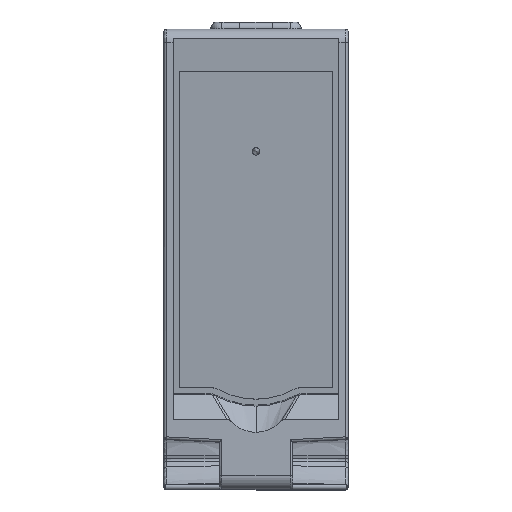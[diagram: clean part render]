
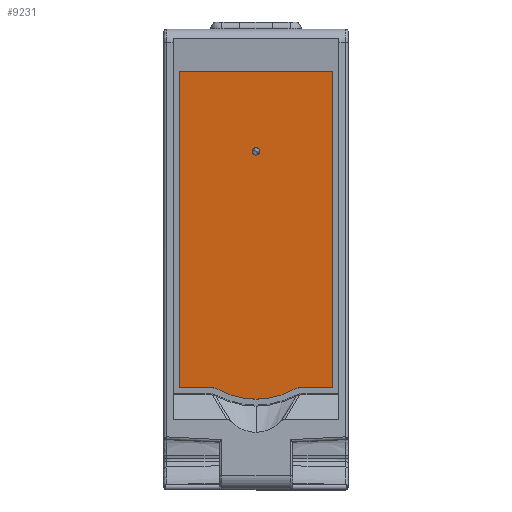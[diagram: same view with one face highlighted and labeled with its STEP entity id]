
A CAD part, top view. The second image highlights one B-rep face of the part: STEP entity #9231.
In plain terms, the highlighted planar face has unit normal (0, -0.096, 0.995).
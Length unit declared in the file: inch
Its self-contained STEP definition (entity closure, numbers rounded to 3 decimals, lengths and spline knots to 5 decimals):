
#252 = DIRECTION ( 'NONE',  ( 0., -0.995, -0.096 ) ) ;
#403 = LINE ( 'NONE', #9344, #3930 ) ;
#736 = ORIENTED_EDGE ( 'NONE', *, *, #3350, .F. ) ;
#1074 = VERTEX_POINT ( 'NONE', #12934 ) ;
#1252 = DIRECTION ( 'NONE',  ( 0., 0.096, -0.995 ) ) ;
#1402 = CARTESIAN_POINT ( 'NONE',  ( -0.32874, 0.43526, -0.14566 ) ) ;
#1455 = CARTESIAN_POINT ( 'NONE',  ( 0., 0.7135, -0.11887 ) ) ;
#1507 = CARTESIAN_POINT ( 'NONE',  ( 0.32874, 1.7889, -0.01532 ) ) ;
#1518 = DIRECTION ( 'NONE',  ( 0., 0.096, -0.995 ) ) ;
#1519 = ORIENTED_EDGE ( 'NONE', *, *, #3100, .F. ) ;
#1855 = VECTOR ( 'NONE', #3370, 39.37008 ) ;
#1947 = VERTEX_POINT ( 'NONE', #4191 ) ;
#2081 = DIRECTION ( 'NONE',  ( 0., -0.096, 0.995 ) ) ;
#2288 = VECTOR ( 'NONE', #7663, 39.37008 ) ;
#2473 = CARTESIAN_POINT ( 'NONE',  ( 0.15661, 0.42579, -0.14657 ) ) ;
#2479 = ORIENTED_EDGE ( 'NONE', *, *, #3650, .F. ) ;
#2557 = DIRECTION ( 'NONE',  ( 0., -0.995, -0.096 ) ) ;
#2666 = CIRCLE ( 'NONE', #4765, 0.07874 ) ;
#2698 = AXIS2_PLACEMENT_3D ( 'NONE', #11897, #3953, #6065 ) ;
#2731 = VERTEX_POINT ( 'NONE', #9666 ) ;
#3100 = EDGE_CURVE ( 'NONE', #5683, #8589, #4517, .T. ) ;
#3154 = CARTESIAN_POINT ( 'NONE',  ( 0.19412, 0.35688, -0.1532 ) ) ;
#3168 = DIRECTION ( 'NONE',  ( 1., 0., 0. ) ) ;
#3350 = EDGE_CURVE ( 'NONE', #3437, #5451, #7341, .T. ) ;
#3370 = DIRECTION ( 'NONE',  ( 0., 0.995, 0.096 ) ) ;
#3373 = ORIENTED_EDGE ( 'NONE', *, *, #6972, .F. ) ;
#3437 = VERTEX_POINT ( 'NONE', #6536 ) ;
#3650 = EDGE_CURVE ( 'NONE', #5451, #5683, #403, .T. ) ;
#3704 = CARTESIAN_POINT ( 'NONE',  ( 0.17302, 0.43526, -0.14566 ) ) ;
#3930 = VECTOR ( 'NONE', #3168, 39.37008 ) ;
#3953 = DIRECTION ( 'NONE',  ( 0., 0.096, -0.995 ) ) ;
#4100 = DIRECTION ( 'NONE',  ( 0., -0.995, -0.096 ) ) ;
#4191 = CARTESIAN_POINT ( 'NONE',  ( 0.19412, 0.43526, -0.14566 ) ) ;
#4517 = LINE ( 'NONE', #1507, #5606 ) ;
#4527 = DIRECTION ( 'NONE',  ( 0., -0.995, -0.096 ) ) ;
#4591 = CARTESIAN_POINT ( 'NONE',  ( 0.32874, 0.43526, -0.14566 ) ) ;
#4670 = CARTESIAN_POINT ( 'NONE',  ( 0.32874, 1.7889, -0.01532 ) ) ;
#4765 = AXIS2_PLACEMENT_3D ( 'NONE', #3154, #1252, #252 ) ;
#5113 = CARTESIAN_POINT ( 'NONE',  ( -0.32874, 0.43526, -0.14566 ) ) ;
#5451 = VERTEX_POINT ( 'NONE', #10336 ) ;
#5606 = VECTOR ( 'NONE', #2557, 39.37008 ) ;
#5683 = VERTEX_POINT ( 'NONE', #4670 ) ;
#5891 = PLANE ( 'NONE',  #12348 ) ;
#6065 = DIRECTION ( 'NONE',  ( 0., -0.995, -0.096 ) ) ;
#6536 = CARTESIAN_POINT ( 'NONE',  ( -0.32874, 0.43526, -0.14566 ) ) ;
#6972 = EDGE_CURVE ( 'NONE', #11034, #2731, #8375, .T. ) ;
#7341 = LINE ( 'NONE', #1402, #1855 ) ;
#7424 = ORIENTED_EDGE ( 'NONE', *, *, #9763, .F. ) ;
#7663 = DIRECTION ( 'NONE',  ( -1., 0., 0. ) ) ;
#7947 = VECTOR ( 'NONE', #9974, 39.37008 ) ;
#8067 = CARTESIAN_POINT ( 'NONE',  ( 0., 0.7135, -0.11887 ) ) ;
#8129 = FACE_OUTER_BOUND ( 'NONE', #12977, .T. ) ;
#8375 = CIRCLE ( 'NONE', #10251, 0.32874 ) ;
#8500 = EDGE_CURVE ( 'NONE', #11034, #1947, #2666, .T. ) ;
#8589 = VERTEX_POINT ( 'NONE', #4591 ) ;
#8765 = ORIENTED_EDGE ( 'NONE', *, *, #10718, .T. ) ;
#9231 = ADVANCED_FACE ( 'NONE', ( #8129 ), #5891, .T. ) ;
#9263 = LINE ( 'NONE', #5113, #7947 ) ;
#9344 = CARTESIAN_POINT ( 'NONE',  ( -0.32874, 1.7889, -0.01532 ) ) ;
#9666 = CARTESIAN_POINT ( 'NONE',  ( -0.15661, 0.42579, -0.14657 ) ) ;
#9763 = EDGE_CURVE ( 'NONE', #1074, #3437, #9263, .T. ) ;
#9878 = ORIENTED_EDGE ( 'NONE', *, *, #8500, .T. ) ;
#9974 = DIRECTION ( 'NONE',  ( -1., 0., 0. ) ) ;
#10251 = AXIS2_PLACEMENT_3D ( 'NONE', #1455, #1518, #4527 ) ;
#10336 = CARTESIAN_POINT ( 'NONE',  ( -0.32874, 1.7889, -0.01532 ) ) ;
#10718 = EDGE_CURVE ( 'NONE', #1074, #2731, #11515, .T. ) ;
#10847 = ORIENTED_EDGE ( 'NONE', *, *, #11607, .F. ) ;
#11034 = VERTEX_POINT ( 'NONE', #2473 ) ;
#11515 = CIRCLE ( 'NONE', #2698, 0.07874 ) ;
#11603 = LINE ( 'NONE', #3704, #2288 ) ;
#11607 = EDGE_CURVE ( 'NONE', #8589, #1947, #11603, .T. ) ;
#11897 = CARTESIAN_POINT ( 'NONE',  ( -0.19412, 0.35688, -0.1532 ) ) ;
#12348 = AXIS2_PLACEMENT_3D ( 'NONE', #8067, #2081, #4100 ) ;
#12934 = CARTESIAN_POINT ( 'NONE',  ( -0.19412, 0.43526, -0.14566 ) ) ;
#12977 = EDGE_LOOP ( 'NONE', ( #9878, #10847, #1519, #2479, #736, #7424, #8765, #3373 ) ) ;
